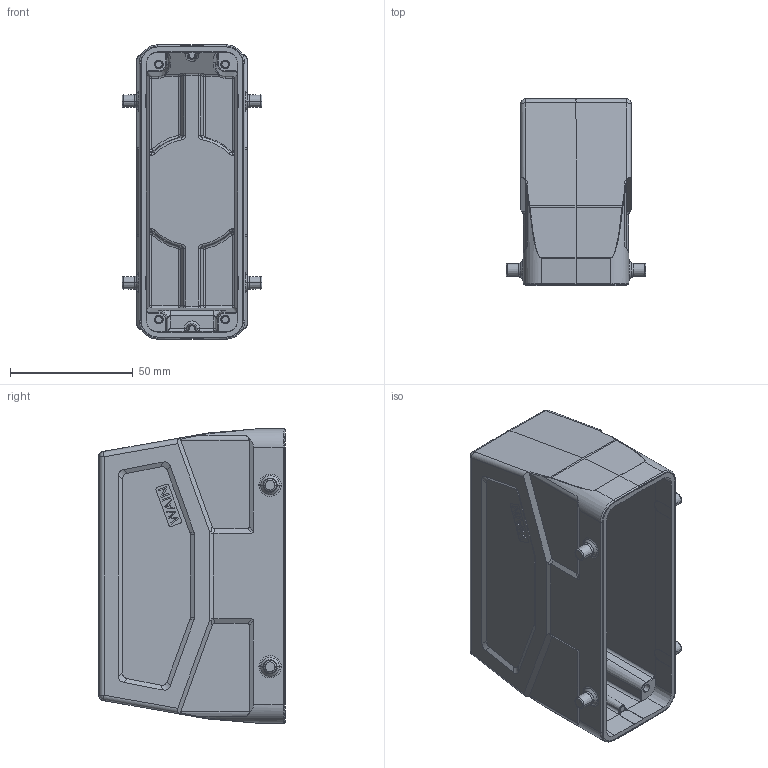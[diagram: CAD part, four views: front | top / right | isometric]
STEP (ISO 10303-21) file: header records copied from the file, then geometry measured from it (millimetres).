
FILE_DESCRIPTION((''),'2;1');
FILE_NAME('3D_1111249305003_W24B-BEH-4B_V1','2024-01-09T',('p.yu'),(''),'PRO/ENGINEER BY PARAMETRIC TECHNOLOGY CORPORATION, 2012480','PRO/ENGINEER BY PARAMETRIC TECHNOLOGY CORPORATION, 2012480','');
FILE_SCHEMA(('CONFIG_CONTROL_DESIGN'));
Length unit declared in the file: millimetre
Products named in the file (1): 3D_1111249305003_W24B-BEH-4B_V1
Bounding box: 57 x 76 x 120 mm (x, y, z)
Volume: 103223.4 mm3; surface area: 53677.3 mm2
Topology: 1 solids, 1 shells, 554 faces, 1468 edges, 922 vertices
Faces by surface type: plane 226, cylinder 151, bspline 56, torus 48, cone 30, sphere 23, extrusion 20
Entity records: 20394 total; most frequent: CARTESIAN_POINT 7259, ORIENTED_EDGE 2890, DIRECTION 2516, EDGE_CURVE 1445, VERTEX_POINT 922, AXIS2_PLACEMENT_3D 885, VECTOR 746, LINE 726
